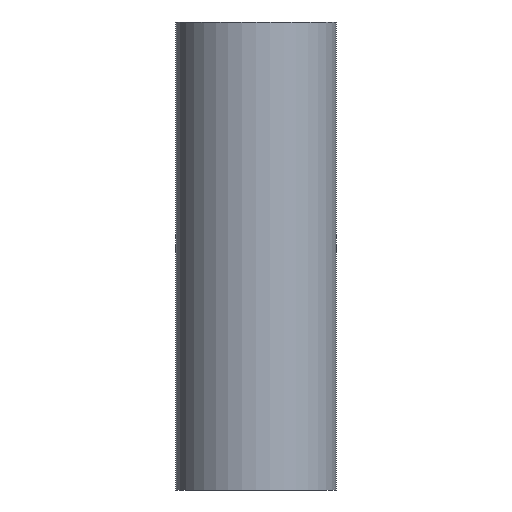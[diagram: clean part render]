
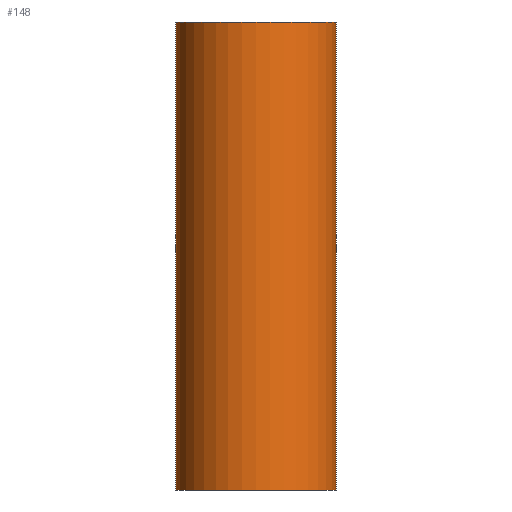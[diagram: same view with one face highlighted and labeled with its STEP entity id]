
A CAD part, front view. The second image highlights one B-rep face of the part: STEP entity #148.
In plain terms, the highlighted cylindrical face has radius 43 mm (diameter 86 mm), a full revolution.
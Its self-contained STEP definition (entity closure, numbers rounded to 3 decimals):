
#21 = EDGE_CURVE('',#22,#22,#24,.T.);
#22 = VERTEX_POINT('',#23);
#23 = CARTESIAN_POINT('',(43.,-0.682,2235.969));
#24 = SURFACE_CURVE('',#25,(#30,#46),.PCURVE_S1.);
#25 = CIRCLE('',#26,43.);
#26 = AXIS2_PLACEMENT_3D('',#27,#28,#29);
#27 = CARTESIAN_POINT('',(0.,-0.682,2235.969));
#28 = DIRECTION('',(0.,0.,1.));
#29 = DIRECTION('',(-1.,0.,0.));
#30 = PCURVE('',#31,#36);
#31 = PLANE('',#32);
#32 = AXIS2_PLACEMENT_3D('',#33,#34,#35);
#33 = CARTESIAN_POINT('',(0.,-0.682,2235.969));
#34 = DIRECTION('',(0.,0.,-1.));
#35 = DIRECTION('',(0.,1.,0.));
#36 = DEFINITIONAL_REPRESENTATION('',(#37),#45);
#37 = ( BOUNDED_CURVE() B_SPLINE_CURVE(2,(#38,#39,#40,#41,#42,#43,#44),
.UNSPECIFIED.,.T.,.F.) B_SPLINE_CURVE_WITH_KNOTS((1,2,2,2,2,1),(
    -2.094,0.,2.094,4.189,6.283,
8.378),.UNSPECIFIED.) CURVE() GEOMETRIC_REPRESENTATION_ITEM() 
RATIONAL_B_SPLINE_CURVE((1.,0.5,1.,0.5,1.,0.5,1.)) REPRESENTATION_ITEM(
  '') );
#38 = CARTESIAN_POINT('',(0.,-43.));
#39 = CARTESIAN_POINT('',(-74.478,-43.));
#40 = CARTESIAN_POINT('',(-37.239,21.5));
#41 = CARTESIAN_POINT('',(0.,86.));
#42 = CARTESIAN_POINT('',(37.239,21.5));
#43 = CARTESIAN_POINT('',(74.478,-43.));
#44 = CARTESIAN_POINT('',(0.,-43.));
#45 = ( GEOMETRIC_REPRESENTATION_CONTEXT(2) 
PARAMETRIC_REPRESENTATION_CONTEXT() REPRESENTATION_CONTEXT('2D SPACE',''
  ) );
#46 = PCURVE('',#47,#52);
#47 = CYLINDRICAL_SURFACE('',#48,43.);
#48 = AXIS2_PLACEMENT_3D('',#49,#50,#51);
#49 = CARTESIAN_POINT('',(0.,-0.682,2110.969));
#50 = DIRECTION('',(0.,0.,-1.));
#51 = DIRECTION('',(-1.,0.,0.));
#52 = DEFINITIONAL_REPRESENTATION('',(#53),#57);
#53 = LINE('',#54,#55);
#54 = CARTESIAN_POINT('',(6.283,-125.));
#55 = VECTOR('',#56,1.);
#56 = DIRECTION('',(-1.,0.));
#57 = ( GEOMETRIC_REPRESENTATION_CONTEXT(2) 
PARAMETRIC_REPRESENTATION_CONTEXT() REPRESENTATION_CONTEXT('2D SPACE',''
  ) );
#133 = PLANE('',#134);
#134 = AXIS2_PLACEMENT_3D('',#135,#136,#137);
#135 = CARTESIAN_POINT('',(0.,-0.682,1985.969));
#136 = DIRECTION('',(0.,0.,-1.));
#137 = DIRECTION('',(0.,1.,0.));
#148 = ADVANCED_FACE('',(#149),#47,.T.);
#149 = FACE_BOUND('',#150,.T.);
#150 = EDGE_LOOP('',(#151,#175,#196,#197));
#151 = ORIENTED_EDGE('',*,*,#152,.F.);
#152 = EDGE_CURVE('',#153,#153,#155,.T.);
#153 = VERTEX_POINT('',#154);
#154 = CARTESIAN_POINT('',(43.,-0.682,1985.969));
#155 = SURFACE_CURVE('',#156,(#161,#168),.PCURVE_S1.);
#156 = CIRCLE('',#157,43.);
#157 = AXIS2_PLACEMENT_3D('',#158,#159,#160);
#158 = CARTESIAN_POINT('',(0.,-0.682,1985.969));
#159 = DIRECTION('',(0.,0.,-1.));
#160 = DIRECTION('',(-1.,0.,0.));
#161 = PCURVE('',#47,#162);
#162 = DEFINITIONAL_REPRESENTATION('',(#163),#167);
#163 = LINE('',#164,#165);
#164 = CARTESIAN_POINT('',(-6.283,125.));
#165 = VECTOR('',#166,1.);
#166 = DIRECTION('',(1.,0.));
#167 = ( GEOMETRIC_REPRESENTATION_CONTEXT(2) 
PARAMETRIC_REPRESENTATION_CONTEXT() REPRESENTATION_CONTEXT('2D SPACE',''
  ) );
#168 = PCURVE('',#133,#169);
#169 = DEFINITIONAL_REPRESENTATION('',(#170),#174);
#170 = CIRCLE('',#171,43.);
#171 = AXIS2_PLACEMENT_2D('',#172,#173);
#172 = CARTESIAN_POINT('',(0.,0.));
#173 = DIRECTION('',(0.,-1.));
#174 = ( GEOMETRIC_REPRESENTATION_CONTEXT(2) 
PARAMETRIC_REPRESENTATION_CONTEXT() REPRESENTATION_CONTEXT('2D SPACE',''
  ) );
#175 = ORIENTED_EDGE('',*,*,#176,.T.);
#176 = EDGE_CURVE('',#153,#22,#177,.T.);
#177 = SEAM_CURVE('',#178,(#182,#189),.PCURVE_S1.);
#178 = LINE('',#179,#180);
#179 = CARTESIAN_POINT('',(43.,-0.682,2110.969));
#180 = VECTOR('',#181,1.);
#181 = DIRECTION('',(0.,0.,1.));
#182 = PCURVE('',#47,#183);
#183 = DEFINITIONAL_REPRESENTATION('',(#184),#188);
#184 = LINE('',#185,#186);
#185 = CARTESIAN_POINT('',(-3.142,0.));
#186 = VECTOR('',#187,1.);
#187 = DIRECTION('',(0.,-1.));
#188 = ( GEOMETRIC_REPRESENTATION_CONTEXT(2) 
PARAMETRIC_REPRESENTATION_CONTEXT() REPRESENTATION_CONTEXT('2D SPACE',''
  ) );
#189 = PCURVE('',#47,#190);
#190 = DEFINITIONAL_REPRESENTATION('',(#191),#195);
#191 = LINE('',#192,#193);
#192 = CARTESIAN_POINT('',(3.142,0.));
#193 = VECTOR('',#194,1.);
#194 = DIRECTION('',(0.,-1.));
#195 = ( GEOMETRIC_REPRESENTATION_CONTEXT(2) 
PARAMETRIC_REPRESENTATION_CONTEXT() REPRESENTATION_CONTEXT('2D SPACE',''
  ) );
#196 = ORIENTED_EDGE('',*,*,#21,.F.);
#197 = ORIENTED_EDGE('',*,*,#176,.F.);
